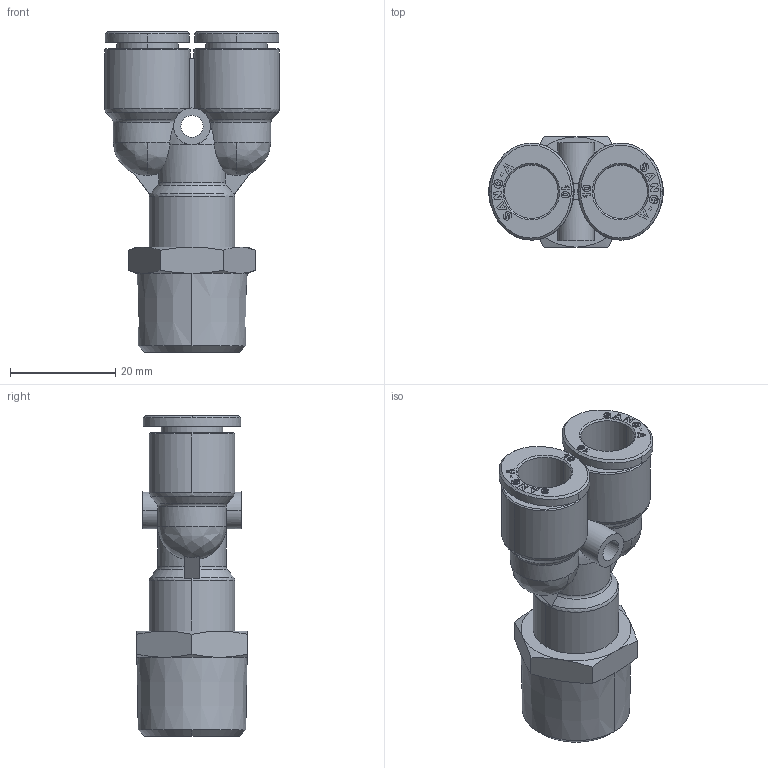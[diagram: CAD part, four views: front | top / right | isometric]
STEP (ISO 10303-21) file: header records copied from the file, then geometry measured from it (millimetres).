
FILE_DESCRIPTION (( 'STEP AP214' ), '1' );
FILE_NAME ('PWT10-04.STEP', '2015-10-07T08:07:17', ( '' ), ( '' ), 'SwSTEP 2.0', 'SolidWorks 2015', '' );
FILE_SCHEMA (( 'AUTOMOTIVE_DESIGN' ));
Length unit declared in the file: millimetre
Products named in the file (2): PWT10-04; ｦ+ﾃｦ1_1
Assembly tree (1 placements, depth 2):
  PWT10-04
    ｦ+ﾃｦ1_1
Bounding box: 33.3 x 21 x 61 mm (x, y, z)
Volume: 13923.9 mm3; surface area: 8292 mm2
Topology: 1 solids, 1 shells, 889 faces, 2541 edges, 1684 vertices
Faces by surface type: plane 784, cone 37, bspline 33, cylinder 29, torus 6
Entity records: 31391 total; most frequent: CARTESIAN_POINT 7353, ORIENTED_EDGE 5082, DIRECTION 4256, EDGE_CURVE 2541, VECTOR 2278, LINE 2278, VERTEX_POINT 1684, AXIS2_PLACEMENT_3D 989
